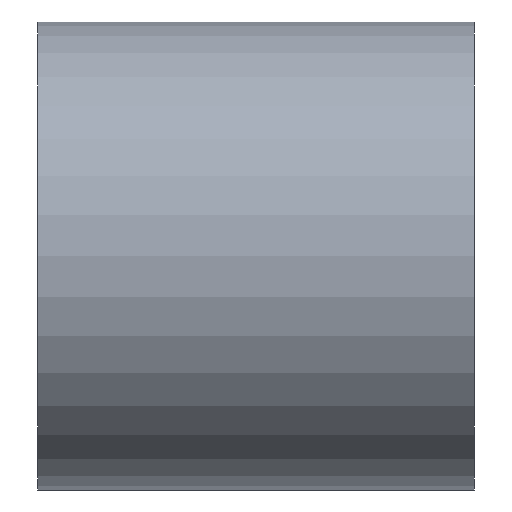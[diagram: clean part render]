
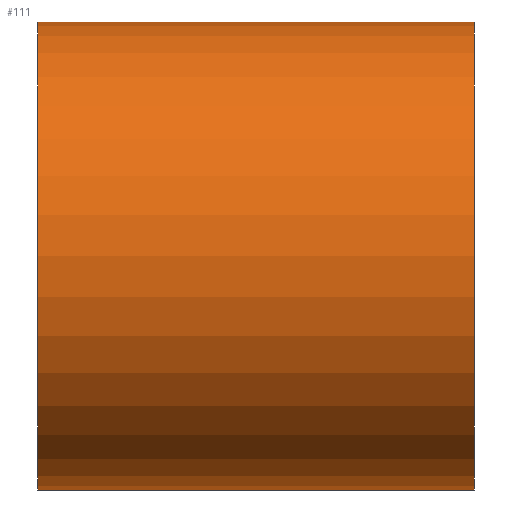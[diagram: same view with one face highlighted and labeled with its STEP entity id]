
A CAD part, front view. The second image highlights one B-rep face of the part: STEP entity #111.
In plain terms, the highlighted cylindrical face has radius 30 mm (diameter 60 mm), a partial arc.
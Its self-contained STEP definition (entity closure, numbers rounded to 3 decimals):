
#5 = EDGE_CURVE ( 'NONE', #189, #282, #82, .T. ) ;
#19 = ORIENTED_EDGE ( 'NONE', *, *, #273, .F. ) ;
#23 = AXIS2_PLACEMENT_3D ( 'NONE', #226, #38, #81 ) ;
#33 = CARTESIAN_POINT ( 'NONE',  ( -46.222, 0., -30. ) ) ;
#38 = DIRECTION ( 'NONE',  ( -1., 0., 0. ) ) ;
#41 = VERTEX_POINT ( 'NONE', #314 ) ;
#60 = ORIENTED_EDGE ( 'NONE', *, *, #5, .F. ) ;
#68 = CARTESIAN_POINT ( 'NONE',  ( -6.017, 0., 0. ) ) ;
#75 = AXIS2_PLACEMENT_3D ( 'NONE', #68, #114, #264 ) ;
#81 = DIRECTION ( 'NONE',  ( 0., 0., 1. ) ) ;
#82 = CIRCLE ( 'NONE', #75, 30. ) ;
#84 = VERTEX_POINT ( 'NONE', #247 ) ;
#98 = CIRCLE ( 'NONE', #23, 30. ) ;
#103 = DIRECTION ( 'NONE',  ( 0., 0., 1. ) ) ;
#111 = ADVANCED_FACE ( 'NONE', ( #157 ), #275, .T. ) ;
#114 = DIRECTION ( 'NONE',  ( -1., 0., 0. ) ) ;
#144 = VECTOR ( 'NONE', #274, 1000. ) ;
#156 = CARTESIAN_POINT ( 'NONE',  ( -6.017, 0., 30. ) ) ;
#157 = FACE_OUTER_BOUND ( 'NONE', #188, .T. ) ;
#183 = CARTESIAN_POINT ( 'NONE',  ( -46.222, 0., 0. ) ) ;
#184 = AXIS2_PLACEMENT_3D ( 'NONE', #183, #228, #103 ) ;
#188 = EDGE_LOOP ( 'NONE', ( #19, #218, #234, #60 ) ) ;
#189 = VERTEX_POINT ( 'NONE', #301 ) ;
#197 = EDGE_CURVE ( 'NONE', #41, #84, #98, .T. ) ;
#201 = LINE ( 'NONE', #33, #144 ) ;
#204 = DIRECTION ( 'NONE',  ( -1., 0., 0. ) ) ;
#211 = LINE ( 'NONE', #305, #296 ) ;
#218 = ORIENTED_EDGE ( 'NONE', *, *, #197, .T. ) ;
#226 = CARTESIAN_POINT ( 'NONE',  ( 49.983, 0., 0. ) ) ;
#228 = DIRECTION ( 'NONE',  ( -1., 0., 0. ) ) ;
#234 = ORIENTED_EDGE ( 'NONE', *, *, #253, .T. ) ;
#247 = CARTESIAN_POINT ( 'NONE',  ( 49.983, 0., 30. ) ) ;
#253 = EDGE_CURVE ( 'NONE', #84, #282, #211, .T. ) ;
#264 = DIRECTION ( 'NONE',  ( 0., 0., 1. ) ) ;
#273 = EDGE_CURVE ( 'NONE', #41, #189, #201, .T. ) ;
#274 = DIRECTION ( 'NONE',  ( -1., 0., 0. ) ) ;
#275 = CYLINDRICAL_SURFACE ( 'NONE', #184, 30. ) ;
#282 = VERTEX_POINT ( 'NONE', #156 ) ;
#296 = VECTOR ( 'NONE', #204, 1000. ) ;
#301 = CARTESIAN_POINT ( 'NONE',  ( -6.017, 0., -30. ) ) ;
#305 = CARTESIAN_POINT ( 'NONE',  ( -46.222, 0., 30. ) ) ;
#314 = CARTESIAN_POINT ( 'NONE',  ( 49.983, 0., -30. ) ) ;
